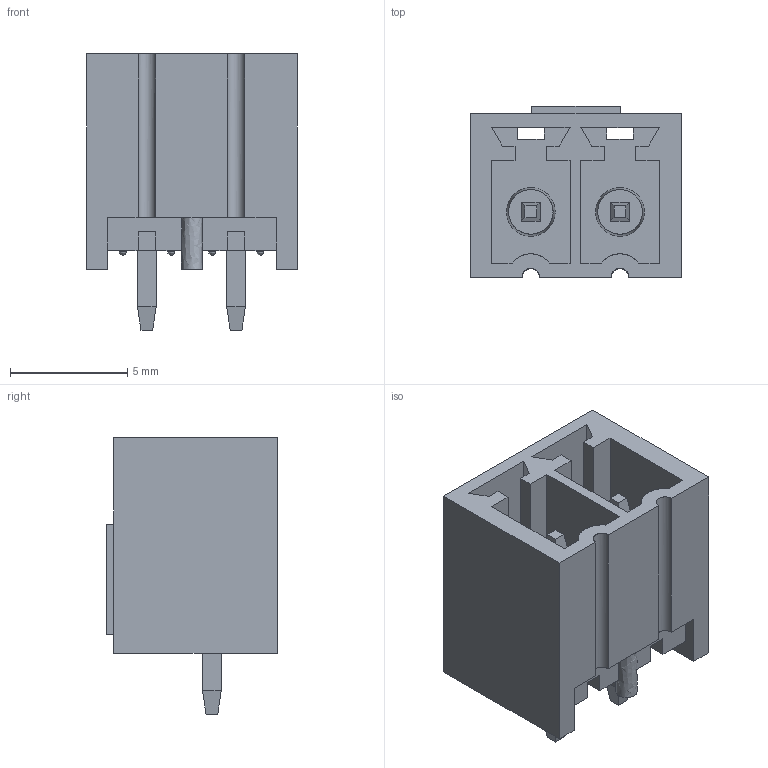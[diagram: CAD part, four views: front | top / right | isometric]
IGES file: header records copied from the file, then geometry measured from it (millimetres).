
Start section: C
Global section: file name: 691701310002B.igs; native system:  By UGS Corp.; preprocessor: XPlus GENERIC/IGES 3.0; author: Author; organization: Title; date: 20130801.141305; units: millimetre
Bounding box: 9.01 x 7.3 x 11.8 mm (x, y, z)
Surface area: 856.7 mm2 (no closed solid volume)
Topology: 0 solids, 0 shells, 131 faces, 710 edges, 706 vertices
Faces by surface type: bspline 131
